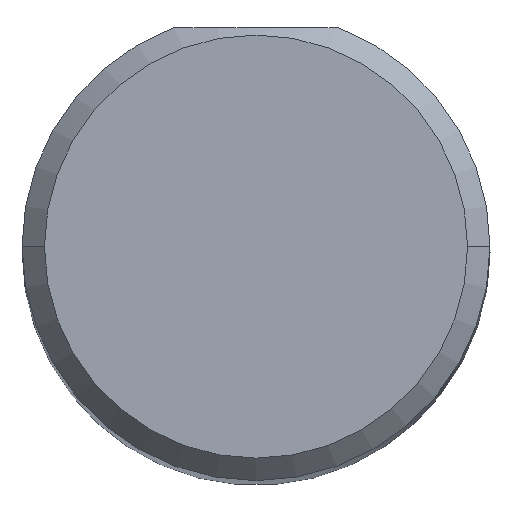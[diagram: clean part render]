
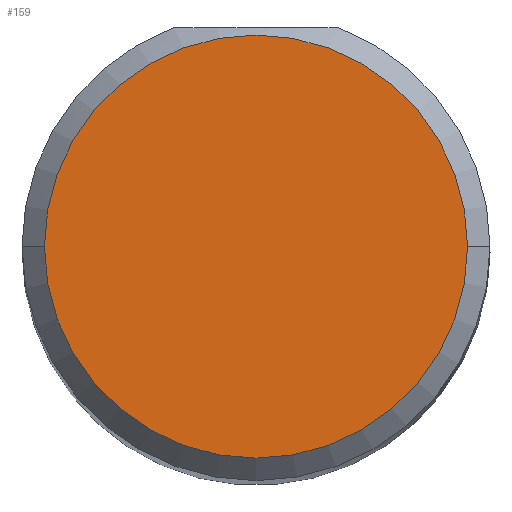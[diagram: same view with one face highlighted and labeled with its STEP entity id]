
A CAD part, top view. The second image highlights one B-rep face of the part: STEP entity #159.
In plain terms, the highlighted planar face has unit normal (0, 0, 1).
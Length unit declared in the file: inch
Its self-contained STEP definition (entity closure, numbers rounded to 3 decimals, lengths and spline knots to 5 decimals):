
#5 = PLANE ( 'NONE',  #343 ) ;
#58 = EDGE_CURVE ( 'NONE', #177, #183, #427, .T. ) ;
#122 = CARTESIAN_POINT ( 'NONE',  ( 0., 0., 2.5 ) ) ;
#126 = DIRECTION ( 'NONE',  ( 0., 0., 1. ) ) ;
#133 = DIRECTION ( 'NONE',  ( 1., 0., 0. ) ) ;
#159 = ADVANCED_FACE ( 'NONE', ( #303 ), #5, .T. ) ;
#177 = VERTEX_POINT ( 'NONE', #308 ) ;
#183 = VERTEX_POINT ( 'NONE', #269 ) ;
#214 = EDGE_CURVE ( 'NONE', #183, #177, #281, .T. ) ;
#256 = CARTESIAN_POINT ( 'NONE',  ( 0., 0., 2.5 ) ) ;
#269 = CARTESIAN_POINT ( 'NONE',  ( -0.14125, 0., 2.5 ) ) ;
#270 = ORIENTED_EDGE ( 'NONE', *, *, #214, .T. ) ;
#281 = CIRCLE ( 'NONE', #544, 0.14125 ) ;
#303 = FACE_OUTER_BOUND ( 'NONE', #410, .T. ) ;
#308 = CARTESIAN_POINT ( 'NONE',  ( 0.14125, 0., 2.5 ) ) ;
#338 = ORIENTED_EDGE ( 'NONE', *, *, #58, .T. ) ;
#343 = AXIS2_PLACEMENT_3D ( 'NONE', #442, #126, #439 ) ;
#410 = EDGE_LOOP ( 'NONE', ( #270, #338 ) ) ;
#412 = DIRECTION ( 'NONE',  ( 0., 0., 1. ) ) ;
#427 = CIRCLE ( 'NONE', #446, 0.14125 ) ;
#439 = DIRECTION ( 'NONE',  ( 1., 0., 0. ) ) ;
#442 = CARTESIAN_POINT ( 'NONE',  ( 0., 0., 2.5 ) ) ;
#446 = AXIS2_PLACEMENT_3D ( 'NONE', #122, #412, #464 ) ;
#464 = DIRECTION ( 'NONE',  ( 1., 0., 0. ) ) ;
#544 = AXIS2_PLACEMENT_3D ( 'NONE', #256, #563, #133 ) ;
#563 = DIRECTION ( 'NONE',  ( 0., 0., 1. ) ) ;
